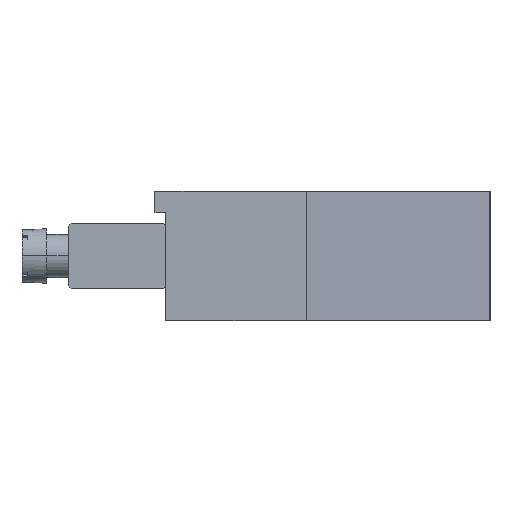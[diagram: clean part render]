
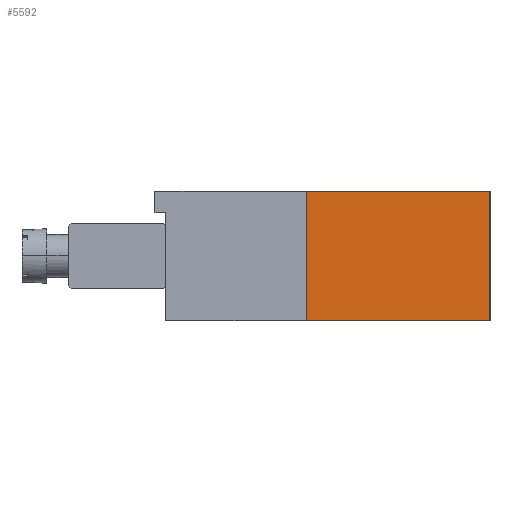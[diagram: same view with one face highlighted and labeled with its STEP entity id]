
A CAD part, left-side view. The second image highlights one B-rep face of the part: STEP entity #5592.
In plain terms, the highlighted planar face has unit normal (-0.62, -0.784, 0).
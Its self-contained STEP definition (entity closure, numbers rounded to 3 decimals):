
#1018 = DIRECTION ( 'NONE',  ( 0.784, -0.62, 0. ) ) ;
#1092 = VERTEX_POINT ( 'NONE', #5071 ) ;
#1525 = VERTEX_POINT ( 'NONE', #8166 ) ;
#1772 = CARTESIAN_POINT ( 'NONE',  ( -43., -13., -12. ) ) ;
#1852 = CARTESIAN_POINT ( 'NONE',  ( -21.5, -30., 0. ) ) ;
#3501 = FACE_OUTER_BOUND ( 'NONE', #22472, .T. ) ;
#4545 = VECTOR ( 'NONE', #25880, 1000. ) ;
#4690 = DIRECTION ( 'NONE',  ( 0., 0., 1. ) ) ;
#5071 = CARTESIAN_POINT ( 'NONE',  ( -21.5, -30., 0. ) ) ;
#5592 = ADVANCED_FACE ( 'NONE', ( #3501 ), #9469, .T. ) ;
#6960 = EDGE_CURVE ( 'NONE', #1525, #1092, #14433, .T. ) ;
#8166 = CARTESIAN_POINT ( 'NONE',  ( -21.5, -30., -12. ) ) ;
#9469 = PLANE ( 'NONE',  #23891 ) ;
#11169 = LINE ( 'NONE', #19929, #15217 ) ;
#12361 = VERTEX_POINT ( 'NONE', #23536 ) ;
#13643 = DIRECTION ( 'NONE',  ( -0.62, -0.784, 0. ) ) ;
#14433 = LINE ( 'NONE', #24740, #19598 ) ;
#14602 = ORIENTED_EDGE ( 'NONE', *, *, #24547, .F. ) ;
#15217 = VECTOR ( 'NONE', #18001, 1000. ) ;
#15415 = VERTEX_POINT ( 'NONE', #1772 ) ;
#15837 = ORIENTED_EDGE ( 'NONE', *, *, #6960, .T. ) ;
#16728 = VECTOR ( 'NONE', #26010, 1000. ) ;
#18001 = DIRECTION ( 'NONE',  ( 0.784, -0.62, 0. ) ) ;
#19598 = VECTOR ( 'NONE', #4690, 1000. ) ;
#19641 = EDGE_CURVE ( 'NONE', #15415, #12361, #21798, .T. ) ;
#19929 = CARTESIAN_POINT ( 'NONE',  ( -21.5, -30., -12. ) ) ;
#20339 = ORIENTED_EDGE ( 'NONE', *, *, #19641, .F. ) ;
#20565 = LINE ( 'NONE', #1852, #4545 ) ;
#21798 = LINE ( 'NONE', #24062, #16728 ) ;
#21997 = EDGE_CURVE ( 'NONE', #15415, #1525, #11169, .T. ) ;
#22472 = EDGE_LOOP ( 'NONE', ( #14602, #20339, #25411, #15837 ) ) ;
#23536 = CARTESIAN_POINT ( 'NONE',  ( -43., -13., 0. ) ) ;
#23891 = AXIS2_PLACEMENT_3D ( 'NONE', #25165, #13643, #1018 ) ;
#24062 = CARTESIAN_POINT ( 'NONE',  ( -43., -13., -12. ) ) ;
#24547 = EDGE_CURVE ( 'NONE', #12361, #1092, #20565, .T. ) ;
#24740 = CARTESIAN_POINT ( 'NONE',  ( -21.5, -30., -12. ) ) ;
#25165 = CARTESIAN_POINT ( 'NONE',  ( -21.5, -30., -12. ) ) ;
#25411 = ORIENTED_EDGE ( 'NONE', *, *, #21997, .T. ) ;
#25880 = DIRECTION ( 'NONE',  ( 0.784, -0.62, 0. ) ) ;
#26010 = DIRECTION ( 'NONE',  ( 0., 0., 1. ) ) ;
